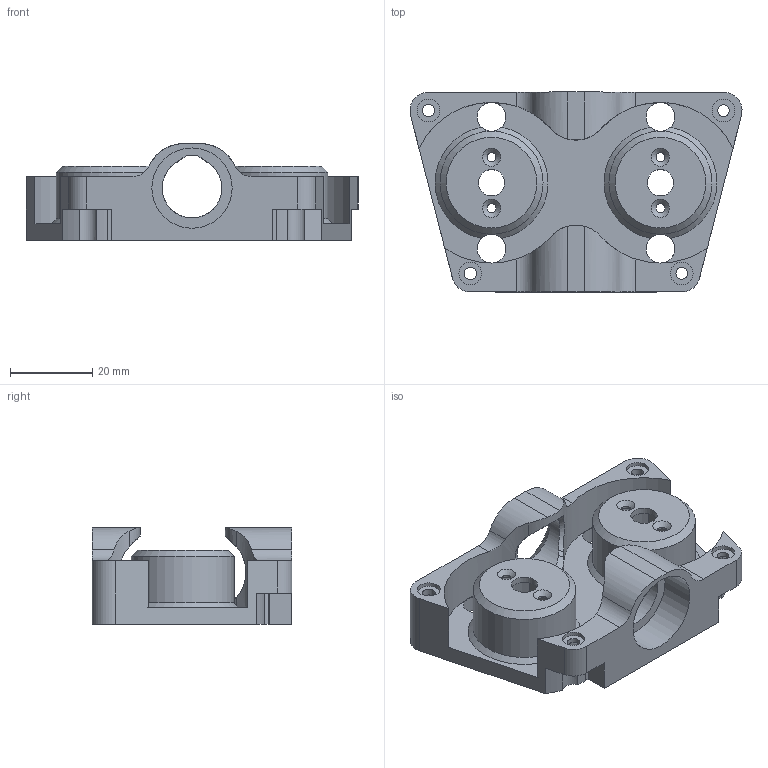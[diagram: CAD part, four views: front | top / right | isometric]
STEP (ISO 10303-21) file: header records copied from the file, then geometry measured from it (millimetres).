
FILE_DESCRIPTION(/* description */ (''),/* implementation_level */ '2;1');
FILE_NAME(/* name */ 'DZP-MK3 41.0mm v4.0.step',/* time_stamp */ '2021-10-25T19:37:48-07:00',/* author */ (''),/* organization */ (''),/* preprocessor_version */ 'ST-DEVELOPER v18.1',/* originating_system */ 'Autodesk Translation Framework v10.10.0.1391',/* authorisation */ '');
FILE_SCHEMA (('AUTOMOTIVE_DESIGN { 1 0 10303 214 3 1 1 }'));
Length unit declared in the file: millimetre
Products named in the file (1): DZP-MK3
Bounding box: 80.57 x 48.5 x 23.5 mm (x, y, z)
Volume: 24708.8 mm3; surface area: 17253.8 mm2
Topology: 1 solids, 1 shells, 528 faces, 1479 edges, 974 vertices
Faces by surface type: bspline 317, plane 134, cylinder 59, cone 18
Full cylindrical faces by diameter (mm): 2.2 x4, 2.8 x2, 3 x2, 5.5 x8, 6.4 x2, 7 x4, 19.5 x1, 25 x2
Entity records: 20633 total; most frequent: CARTESIAN_POINT 9113, ORIENTED_EDGE 2958, EDGE_CURVE 1479, DIRECTION 1363, VERTEX_POINT 974, B_SPLINE_CURVE_WITH_KNOTS 679, LINE 661, VECTOR 661
